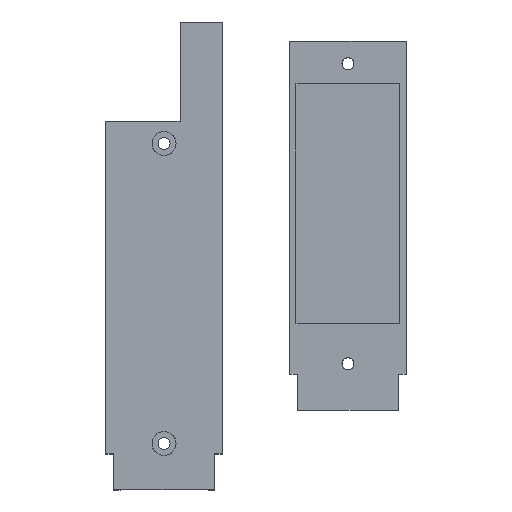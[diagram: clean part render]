
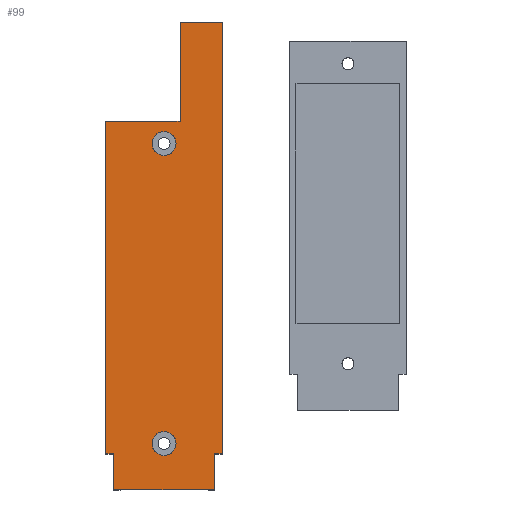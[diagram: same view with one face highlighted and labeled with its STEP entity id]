
A CAD part, top view. The second image highlights one B-rep face of the part: STEP entity #99.
In plain terms, the highlighted planar face has unit normal (0, 0, 1).
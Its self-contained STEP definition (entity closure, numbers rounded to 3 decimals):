
#30=FACE_BOUND('',#304,.T.);
#31=FACE_BOUND('',#305,.T.);
#99=ADVANCED_FACE('',(#194,#30,#31),#1646,.T.);
#194=FACE_OUTER_BOUND('',#303,.T.);
#303=EDGE_LOOP('',(#658,#659,#660,#661,#662,#663,#664,#665,#666,#667));
#304=EDGE_LOOP('',(#668,#669));
#305=EDGE_LOOP('',(#670,#671));
#658=ORIENTED_EDGE('',*,*,#1062,.T.);
#659=ORIENTED_EDGE('',*,*,#1059,.T.);
#660=ORIENTED_EDGE('',*,*,#1058,.T.);
#661=ORIENTED_EDGE('',*,*,#1057,.T.);
#662=ORIENTED_EDGE('',*,*,#1120,.T.);
#663=ORIENTED_EDGE('',*,*,#1061,.T.);
#664=ORIENTED_EDGE('',*,*,#1060,.T.);
#665=ORIENTED_EDGE('',*,*,#1117,.F.);
#666=ORIENTED_EDGE('',*,*,#1055,.T.);
#667=ORIENTED_EDGE('',*,*,#1056,.T.);
#668=ORIENTED_EDGE('',*,*,#1132,.F.);
#669=ORIENTED_EDGE('',*,*,#1027,.F.);
#670=ORIENTED_EDGE('',*,*,#1129,.F.);
#671=ORIENTED_EDGE('',*,*,#1024,.F.);
#1024=EDGE_CURVE('',#1526,#1580,#1374,.T.);
#1027=EDGE_CURVE('',#1529,#1582,#1377,.T.);
#1055=EDGE_CURVE('',#1538,#1558,#1289,.T.);
#1056=EDGE_CURVE('',#1558,#1565,#1290,.T.);
#1057=EDGE_CURVE('',#1560,#1559,#1291,.T.);
#1058=EDGE_CURVE('',#1561,#1560,#1292,.T.);
#1059=EDGE_CURVE('',#1562,#1561,#1293,.T.);
#1060=EDGE_CURVE('',#1563,#1539,#1294,.T.);
#1061=EDGE_CURVE('',#1564,#1563,#1295,.T.);
#1062=EDGE_CURVE('',#1565,#1562,#1296,.T.);
#1117=EDGE_CURVE('',#1538,#1539,#1339,.T.);
#1120=EDGE_CURVE('',#1559,#1564,#1342,.T.);
#1129=EDGE_CURVE('',#1580,#1526,#1398,.T.);
#1132=EDGE_CURVE('',#1582,#1529,#1401,.T.);
#1289=B_SPLINE_CURVE_WITH_KNOTS('',1,(#3013,#3014),.UNSPECIFIED.,.F.,.F.,
(2,2),(20.6,31.2),.UNSPECIFIED.);
#1290=B_SPLINE_CURVE_WITH_KNOTS('',1,(#3015,#3016),.UNSPECIFIED.,.F.,.F.,
(2,2),(0.,24.8),.UNSPECIFIED.);
#1291=B_SPLINE_CURVE_WITH_KNOTS('',1,(#3017,#3018),.UNSPECIFIED.,.F.,.F.,
(2,2),(70.787,77.365),.UNSPECIFIED.);
#1292=B_SPLINE_CURVE_WITH_KNOTS('',1,(#3019,#3020),.UNSPECIFIED.,.F.,.F.,
(2,2),(69.187,70.787),.UNSPECIFIED.);
#1293=B_SPLINE_CURVE_WITH_KNOTS('',1,(#3021,#3022),.UNSPECIFIED.,.F.,.F.,
(2,2),(67.587,69.187),.UNSPECIFIED.);
#1294=B_SPLINE_CURVE_WITH_KNOTS('',1,(#3023,#3024),.UNSPECIFIED.,.F.,.F.,
(2,2),(64.187,64.387),.UNSPECIFIED.);
#1295=B_SPLINE_CURVE_WITH_KNOTS('',1,(#3025,#3026),.UNSPECIFIED.,.F.,.F.,
(2,2),(62.587,64.187),.UNSPECIFIED.);
#1296=B_SPLINE_CURVE_WITH_KNOTS('',1,(#3027,#3028),.UNSPECIFIED.,.F.,.F.,
(2,2),(66.568,67.587),.UNSPECIFIED.);
#1339=B_SPLINE_CURVE_WITH_KNOTS('',1,(#3157,#3158,#3159,#3160),
 .UNSPECIFIED.,.F.,.F.,(2,1,1,2),(0.,24.8,25.,26.596),
 .UNSPECIFIED.);
#1342=B_SPLINE_CURVE_WITH_KNOTS('',1,(#3167,#3168,#3169,#3170),
 .UNSPECIFIED.,.F.,.F.,(2,1,1,2),(77.365,78.635,100.635,
101.905),.UNSPECIFIED.);
#1374=(
BOUNDED_CURVE()
B_SPLINE_CURVE(2,(#2929,#2930,#2931,#2932,#2933),.UNSPECIFIED.,.F.,.F.)
B_SPLINE_CURVE_WITH_KNOTS((3,2,3),(-18.85,-14.137,-9.425),
 .UNSPECIFIED.)
CURVE()
GEOMETRIC_REPRESENTATION_ITEM()
RATIONAL_B_SPLINE_CURVE((1.,0.707,1.,0.707,1.))
REPRESENTATION_ITEM('')
);
#1377=(
BOUNDED_CURVE()
B_SPLINE_CURVE(2,(#2941,#2942,#2943,#2944,#2945),.UNSPECIFIED.,.F.,.F.)
B_SPLINE_CURVE_WITH_KNOTS((3,2,3),(-18.85,-14.137,-9.425),
 .UNSPECIFIED.)
CURVE()
GEOMETRIC_REPRESENTATION_ITEM()
RATIONAL_B_SPLINE_CURVE((1.,0.707,1.,0.707,1.))
REPRESENTATION_ITEM('')
);
#1398=(
BOUNDED_CURVE()
B_SPLINE_CURVE(2,(#3196,#3197,#3198,#3199,#3200),.UNSPECIFIED.,.F.,.F.)
B_SPLINE_CURVE_WITH_KNOTS((3,2,3),(-9.425,-4.712,0.),
 .UNSPECIFIED.)
CURVE()
GEOMETRIC_REPRESENTATION_ITEM()
RATIONAL_B_SPLINE_CURVE((1.,0.707,1.,0.707,1.))
REPRESENTATION_ITEM('')
);
#1401=(
BOUNDED_CURVE()
B_SPLINE_CURVE(2,(#3208,#3209,#3210,#3211,#3212),.UNSPECIFIED.,.F.,.F.)
B_SPLINE_CURVE_WITH_KNOTS((3,2,3),(-9.425,-4.712,0.),
 .UNSPECIFIED.)
CURVE()
GEOMETRIC_REPRESENTATION_ITEM()
RATIONAL_B_SPLINE_CURVE((1.,0.707,1.,0.707,1.))
REPRESENTATION_ITEM('')
);
#1526=VERTEX_POINT('',#2712);
#1529=VERTEX_POINT('',#2715);
#1538=VERTEX_POINT('',#2724);
#1539=VERTEX_POINT('',#2725);
#1558=VERTEX_POINT('',#2744);
#1559=VERTEX_POINT('',#2745);
#1560=VERTEX_POINT('',#2746);
#1561=VERTEX_POINT('',#2747);
#1562=VERTEX_POINT('',#2748);
#1563=VERTEX_POINT('',#2749);
#1564=VERTEX_POINT('',#2750);
#1565=VERTEX_POINT('',#2751);
#1580=VERTEX_POINT('',#2766);
#1582=VERTEX_POINT('',#2768);
#1646=PLANE('',#1829);
#1829=AXIS2_PLACEMENT_3D('',#2432,#1905,$);
#1905=DIRECTION('',(0.,0.,1.));
#2432=CARTESIAN_POINT('',(-15.892,86.57,30.));
#2712=CARTESIAN_POINT('',(-1.,58.,30.));
#2715=CARTESIAN_POINT('',(-1.,-17.,30.));
#2724=CARTESIAN_POINT('',(13.6,85.4,30.));
#2725=CARTESIAN_POINT('',(13.6,-22.6,30.));
#2744=CARTESIAN_POINT('',(3.,85.4,30.));
#2745=CARTESIAN_POINT('',(-13.6,-31.6,30.));
#2746=CARTESIAN_POINT('',(-13.6,-22.6,30.));
#2747=CARTESIAN_POINT('',(-15.6,-22.6,30.));
#2748=CARTESIAN_POINT('',(-15.6,60.6,30.));
#2749=CARTESIAN_POINT('',(11.6,-22.6,30.));
#2750=CARTESIAN_POINT('',(11.6,-31.6,30.));
#2751=CARTESIAN_POINT('',(3.,60.6,30.));
#2766=CARTESIAN_POINT('',(-1.,52.,30.));
#2768=CARTESIAN_POINT('',(-1.,-23.,30.));
#2929=CARTESIAN_POINT('',(-1.,58.,30.));
#2930=CARTESIAN_POINT('',(-4.,58.,30.));
#2931=CARTESIAN_POINT('',(-4.,55.,30.));
#2932=CARTESIAN_POINT('',(-4.,52.,30.));
#2933=CARTESIAN_POINT('',(-1.,52.,30.));
#2941=CARTESIAN_POINT('',(-1.,-17.,30.));
#2942=CARTESIAN_POINT('',(-4.,-17.,30.));
#2943=CARTESIAN_POINT('',(-4.,-20.,30.));
#2944=CARTESIAN_POINT('',(-4.,-23.,30.));
#2945=CARTESIAN_POINT('',(-1.,-23.,30.));
#3013=CARTESIAN_POINT('',(13.6,85.4,30.));
#3014=CARTESIAN_POINT('',(3.,85.4,30.));
#3015=CARTESIAN_POINT('',(3.,85.4,30.));
#3016=CARTESIAN_POINT('',(3.,60.6,30.));
#3017=CARTESIAN_POINT('',(-13.6,-22.6,30.));
#3018=CARTESIAN_POINT('',(-13.6,-31.6,30.));
#3019=CARTESIAN_POINT('',(-15.6,-22.6,30.));
#3020=CARTESIAN_POINT('',(-13.6,-22.6,30.));
#3021=CARTESIAN_POINT('',(-15.6,60.6,30.));
#3022=CARTESIAN_POINT('',(-15.6,-22.6,30.));
#3023=CARTESIAN_POINT('',(11.6,-22.6,30.));
#3024=CARTESIAN_POINT('',(13.6,-22.6,30.));
#3025=CARTESIAN_POINT('',(11.6,-31.6,30.));
#3026=CARTESIAN_POINT('',(11.6,-22.6,30.));
#3027=CARTESIAN_POINT('',(3.,60.6,30.));
#3028=CARTESIAN_POINT('',(-15.6,60.6,30.));
#3157=CARTESIAN_POINT('',(13.6,85.4,30.));
#3158=CARTESIAN_POINT('',(13.6,60.6,30.));
#3159=CARTESIAN_POINT('',(13.6,60.4,30.));
#3160=CARTESIAN_POINT('',(13.6,-22.6,30.));
#3167=CARTESIAN_POINT('',(-13.6,-31.6,30.));
#3168=CARTESIAN_POINT('',(-12.,-31.6,30.));
#3169=CARTESIAN_POINT('',(10.,-31.6,30.));
#3170=CARTESIAN_POINT('',(11.6,-31.6,30.));
#3196=CARTESIAN_POINT('',(-1.,52.,30.));
#3197=CARTESIAN_POINT('',(2.,52.,30.));
#3198=CARTESIAN_POINT('',(2.,55.,30.));
#3199=CARTESIAN_POINT('',(2.,58.,30.));
#3200=CARTESIAN_POINT('',(-1.,58.,30.));
#3208=CARTESIAN_POINT('',(-1.,-23.,30.));
#3209=CARTESIAN_POINT('',(2.,-23.,30.));
#3210=CARTESIAN_POINT('',(2.,-20.,30.));
#3211=CARTESIAN_POINT('',(2.,-17.,30.));
#3212=CARTESIAN_POINT('',(-1.,-17.,30.));
